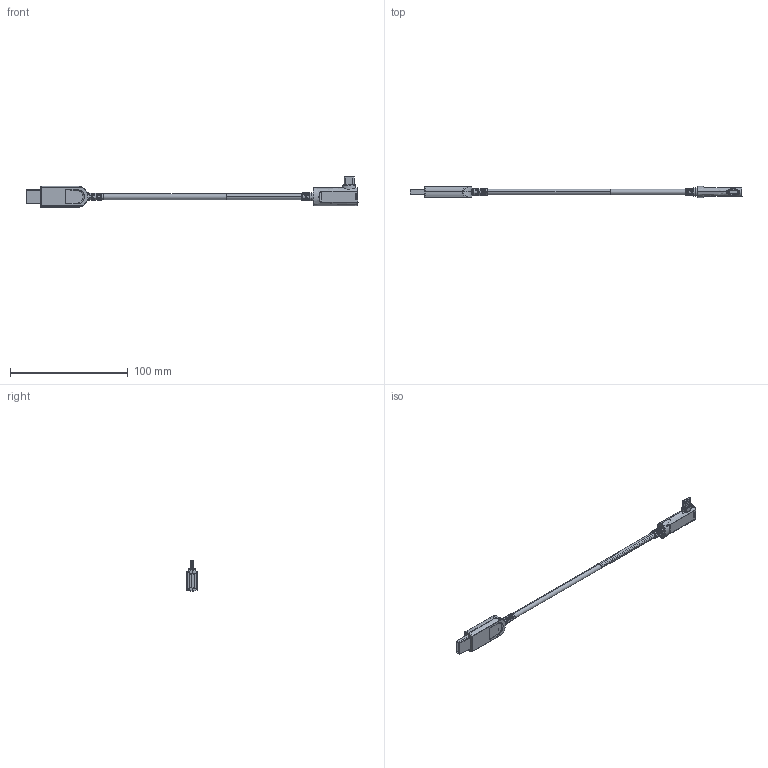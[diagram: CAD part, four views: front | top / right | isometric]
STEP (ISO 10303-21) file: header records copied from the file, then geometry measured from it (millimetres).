
FILE_DESCRIPTION (( 'STEP AP203' ), '1' );
FILE_NAME ('AOC-U30AMCM-V0R_3D.STEP', '2022-05-10T20:39:32', ( '' ), ( '' ), 'SwSTEP 2.0', 'SolidWorks 2021', '' );
FILE_SCHEMA (( 'CONFIG_CONTROL_DESIGN' ));
Length unit declared in the file: inch
Products named in the file (32): USB_MALE_PCBA_ASM.stp; TYPC_C_LUX002_90D_PCBA_ASM.stp; LENS.stp; LUX002(type C 90°).stp; USB_AOC_MALE_BOTTOM_COVER.stp; TYPE_C_PLUG_SR.stp; TYPE_C_MALE_CONN_ASSY_ASM.stp; USB_MALE_PCB.stp; TYPC_C_LUX002_90D_BOTTOM_COVER.stp; AOC cable D4.8-MA2; SOLID3.stp; TYPE_C_INNER_HOUSING_PLASTIC.stp; AOC-U30AMCM-V0R_3D; TYPC_C_LUX002_90D_TOP_COVER.stp; HDMI_AOC_DE_PURELINK_SR.stp; FOXCOON_1.stp; TYPE_C_OUTER_HOUSING_ST.stp; 421(USB male).stp; MANIFOLD_SOLID_BREP_160.stp; SOLID1.stp; AOC 3.0 CM (type C 90°)- MA7; USB_AOC_MALE_TOP_COVER.stp; USB_HOUSING_MALE.stp; SOLID2.stp; HDMI_AOC_M1_6_5L.stp; DP_AOC_FIBER_CLAMP.stp; DP_AOC_FIBER_CLAMP_.stp; MANIFOLD_SOLID_BREP_161.stp; TYPC_C_LUX002_90D_PCB.stp; FIBER_CABLE_D3_8.stp; AOC AM 3.0 (USB male)- MA3; JUMPER.stp
Assembly tree (34 placements, depth 6):
  AOC-U30AMCM-V0R_3D
    AOC AM 3.0 (USB male)- MA3
      421(USB male).stp
        USB_MALE_PCBA_ASM.stp
          FOXCOON_1.stp
          USB_MALE_PCB.stp
          SOLID3.stp
          SOLID2.stp
          LENS.stp
          SOLID1.stp
          USB_HOUSING_MALE.stp
          JUMPER.stp
        USB_AOC_MALE_TOP_COVER.stp
        USB_AOC_MALE_BOTTOM_COVER.stp
        HDMI_AOC_DE_PURELINK_SR.stp
        DP_AOC_FIBER_CLAMP_.stp
        HDMI_AOC_M1_6_5L.stp  x2
    AOC 3.0 CM (type C 90°)- MA7
      LUX002(type C 90°).stp
        TYPC_C_LUX002_90D_PCBA_ASM.stp
          TYPE_C_MALE_CONN_ASSY_ASM.stp
            TYPE_C_OUTER_HOUSING_ST.stp
            TYPE_C_INNER_HOUSING_PLASTIC.stp
          TYPC_C_LUX002_90D_PCB.stp
          FIBER_CABLE_D3_8.stp
          MANIFOLD_SOLID_BREP_161.stp
          MANIFOLD_SOLID_BREP_160.stp
        TYPC_C_LUX002_90D_BOTTOM_COVER.stp
        TYPC_C_LUX002_90D_TOP_COVER.stp
        TYPE_C_PLUG_SR.stp
        DP_AOC_FIBER_CLAMP.stp
        HDMI_AOC_M1_6_5L.stp  x2
    AOC cable D4.8-MA2
Bounding box: 281.48 x 9.5 x 26.03 mm (x, y, z)
Volume: 8491.9 mm3; surface area: 19661.9 mm2
Topology: 28 solids, 57 shells, 4109 faces, 11042 edges, 7139 vertices
Faces by surface type: plane 2346, cylinder 991, bspline 394, cone 222, torus 138, sphere 18
Entity records: 166973 total; most frequent: CARTESIAN_POINT 65652, ORIENTED_EDGE 21460, DIRECTION 18738, EDGE_CURVE 10734, VERTEX_POINT 6962, LINE 6908, VECTOR 6908, AXIS2_PLACEMENT_3D 5915
